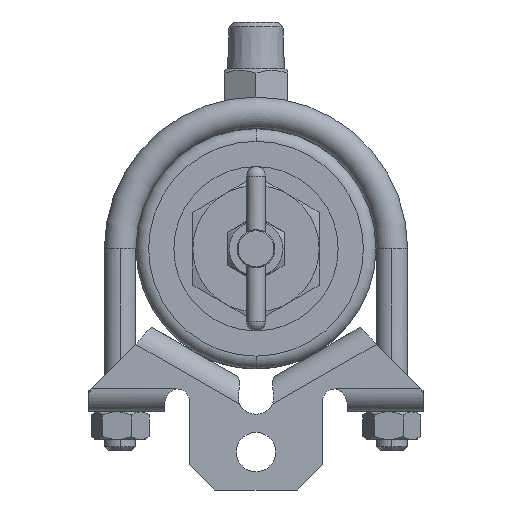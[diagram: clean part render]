
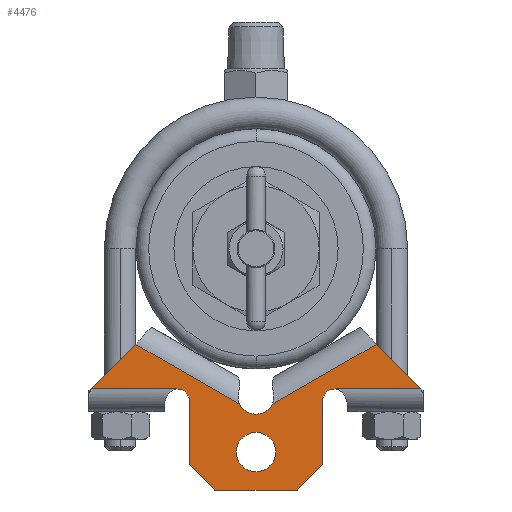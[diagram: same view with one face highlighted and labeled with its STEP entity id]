
A CAD part, front view. The second image highlights one B-rep face of the part: STEP entity #4476.
In plain terms, the highlighted planar face has unit normal (0, -1, 0).
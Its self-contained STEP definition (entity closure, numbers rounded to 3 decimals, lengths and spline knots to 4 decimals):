
#285 = EDGE_CURVE ( 'NONE', #19038, #50539, #20367, .T. ) ;
#1316 = EDGE_CURVE ( 'NONE', #8567, #1778, #5896, .T. ) ;
#1778 = VERTEX_POINT ( 'NONE', #27804 ) ;
#2117 = DIRECTION ( 'NONE',  ( 0., 1., 0. ) ) ;
#3019 = CARTESIAN_POINT ( 'NONE',  ( -0.4065, 0.6284, -2.3864 ) ) ;
#3453 = EDGE_CURVE ( 'NONE', #58729, #45589, #4943, .T. ) ;
#4277 = VERTEX_POINT ( 'NONE', #50514 ) ;
#4476 = ADVANCED_FACE ( 'NONE', ( #48191, #67774 ), #5544, .F. ) ;
#4718 = EDGE_CURVE ( 'NONE', #5669, #8567, #22758, .T. ) ;
#4943 = CIRCLE ( 'NONE', #7448, 0.125 ) ;
#5212 = VERTEX_POINT ( 'NONE', #68111 ) ;
#5531 = DIRECTION ( 'NONE',  ( 0., 0., -1. ) ) ;
#5544 = PLANE ( 'NONE',  #63912 ) ;
#5632 = CARTESIAN_POINT ( 'NONE',  ( -0.6565, 0.6284, -2.3864 ) ) ;
#5669 = VERTEX_POINT ( 'NONE', #37815 ) ;
#5896 = LINE ( 'NONE', #46392, #11830 ) ;
#5968 = VERTEX_POINT ( 'NONE', #64568 ) ;
#6091 = VECTOR ( 'NONE', #16565, 39.3701 ) ;
#6997 = EDGE_CURVE ( 'NONE', #13545, #36526, #11606, .T. ) ;
#7448 = AXIS2_PLACEMENT_3D ( 'NONE', #33769, #38043, #5531 ) ;
#7480 = DIRECTION ( 'NONE',  ( 0.707, 0., 0.707 ) ) ;
#7775 = CARTESIAN_POINT ( 'NONE',  ( 0.7815, 0.6284, -1.5114 ) ) ;
#7976 = CIRCLE ( 'NONE', #13694, 0.1875 ) ;
#8183 = CARTESIAN_POINT ( 'NONE',  ( -1.1875, 0.6284, -0.947 ) ) ;
#8567 = VERTEX_POINT ( 'NONE', #44625 ) ;
#9145 = CARTESIAN_POINT ( 'NONE',  ( -0.6565, 0.6284, -1.5114 ) ) ;
#9214 = ORIENTED_EDGE ( 'NONE', *, *, #33675, .F. ) ;
#11122 = VECTOR ( 'NONE', #60179, 39.3701 ) ;
#11137 = CARTESIAN_POINT ( 'NONE',  ( -1.1875, 0.6284, -0.947 ) ) ;
#11243 = CARTESIAN_POINT ( 'NONE',  ( 0., 0.6284, -1.4484 ) ) ;
#11606 = LINE ( 'NONE', #33037, #47273 ) ;
#11830 = VECTOR ( 'NONE', #18655, 39.3701 ) ;
#12951 = EDGE_CURVE ( 'NONE', #67586, #42040, #15389, .T. ) ;
#13094 = ORIENTED_EDGE ( 'NONE', *, *, #38718, .T. ) ;
#13545 = VERTEX_POINT ( 'NONE', #39204 ) ;
#13694 = AXIS2_PLACEMENT_3D ( 'NONE', #25162, #56738, #57429 ) ;
#13725 = LINE ( 'NONE', #8183, #60480 ) ;
#14259 = CARTESIAN_POINT ( 'NONE',  ( 0., 0.6284, -1.8164 ) ) ;
#14764 = ORIENTED_EDGE ( 'NONE', *, *, #285, .F. ) ;
#15389 = LINE ( 'NONE', #58213, #41725 ) ;
#16565 = DIRECTION ( 'NONE',  ( 0., 0., 1. ) ) ;
#17395 = DIRECTION ( 'NONE',  ( -1., 0., 0. ) ) ;
#17817 = VERTEX_POINT ( 'NONE', #53636 ) ;
#18655 = DIRECTION ( 'NONE',  ( 0.866, 0., 0.5 ) ) ;
#19038 = VERTEX_POINT ( 'NONE', #23676 ) ;
#19345 = CARTESIAN_POINT ( 'NONE',  ( 0., 0.6284, -2.0114 ) ) ;
#19839 = ORIENTED_EDGE ( 'NONE', *, *, #47542, .T. ) ;
#20367 = CIRCLE ( 'NONE', #67485, 0.125 ) ;
#20509 = DIRECTION ( 'NONE',  ( 0., 1., 0. ) ) ;
#21511 = DIRECTION ( 'NONE',  ( 0., 0., -1. ) ) ;
#22758 = CIRCLE ( 'NONE', #59366, 0.1875 ) ;
#23676 = CARTESIAN_POINT ( 'NONE',  ( 0.7815, 0.6284, -1.3864 ) ) ;
#24178 = CARTESIAN_POINT ( 'NONE',  ( 0., 0.6284, -1.3864 ) ) ;
#24839 = VERTEX_POINT ( 'NONE', #64070 ) ;
#25162 = CARTESIAN_POINT ( 'NONE',  ( 0., 0.6284, -1.4484 ) ) ;
#25688 = VECTOR ( 'NONE', #46005, 39.3701 ) ;
#25821 = EDGE_LOOP ( 'NONE', ( #35066, #13094, #53217, #55482, #9214, #14764, #69062, #41568, #43251, #59326, #54615, #36098, #62419, #34755, #60924 ) ) ;
#27166 = CIRCLE ( 'NONE', #59450, 0.195 ) ;
#27176 = DIRECTION ( 'NONE',  ( 0., 1., 0. ) ) ;
#27342 = EDGE_CURVE ( 'NONE', #4277, #45589, #68360, .T. ) ;
#27459 = LINE ( 'NONE', #46789, #41858 ) ;
#27492 = LINE ( 'NONE', #55866, #41077 ) ;
#27804 = CARTESIAN_POINT ( 'NONE',  ( 1.1875, 0.6284, -0.947 ) ) ;
#28493 = CARTESIAN_POINT ( 'NONE',  ( 0., 0.6284, -1.4484 ) ) ;
#28573 = EDGE_CURVE ( 'NONE', #30895, #5968, #60691, .T. ) ;
#28719 = DIRECTION ( 'NONE',  ( 0., -1., 0. ) ) ;
#30100 = DIRECTION ( 'NONE',  ( 0., 0., -1. ) ) ;
#30895 = VERTEX_POINT ( 'NONE', #14259 ) ;
#33037 = CARTESIAN_POINT ( 'NONE',  ( 0.6565, 0.6284, -2.3864 ) ) ;
#33675 = EDGE_CURVE ( 'NONE', #50539, #24839, #27459, .T. ) ;
#33769 = CARTESIAN_POINT ( 'NONE',  ( -0.7815, 0.6284, -1.5114 ) ) ;
#34409 = AXIS2_PLACEMENT_3D ( 'NONE', #50747, #2117, #56234 ) ;
#34755 = ORIENTED_EDGE ( 'NONE', *, *, #27342, .T. ) ;
#35066 = ORIENTED_EDGE ( 'NONE', *, *, #42474, .F. ) ;
#36098 = ORIENTED_EDGE ( 'NONE', *, *, #12951, .T. ) ;
#36526 = VERTEX_POINT ( 'NONE', #46156 ) ;
#37815 = CARTESIAN_POINT ( 'NONE',  ( 0., 0.6284, -1.6359 ) ) ;
#38043 = DIRECTION ( 'NONE',  ( 0., -1., 0. ) ) ;
#38718 = EDGE_CURVE ( 'NONE', #17817, #36526, #47743, .T. ) ;
#39204 = CARTESIAN_POINT ( 'NONE',  ( 0.4065, 0.6284, -2.3864 ) ) ;
#39626 = DIRECTION ( 'NONE',  ( 0., 0., -1. ) ) ;
#41070 = EDGE_LOOP ( 'NONE', ( #19839, #69011 ) ) ;
#41077 = VECTOR ( 'NONE', #51084, 39.3701 ) ;
#41568 = ORIENTED_EDGE ( 'NONE', *, *, #63805, .F. ) ;
#41725 = VECTOR ( 'NONE', #69392, 39.3701 ) ;
#41858 = VECTOR ( 'NONE', #63384, 39.3701 ) ;
#41924 = CARTESIAN_POINT ( 'NONE',  ( 1.1875, 0.6284, -0.947 ) ) ;
#42040 = VERTEX_POINT ( 'NONE', #11137 ) ;
#42474 = EDGE_CURVE ( 'NONE', #17817, #58729, #43486, .T. ) ;
#43088 = EDGE_CURVE ( 'NONE', #4277, #42040, #13725, .T. ) ;
#43251 = ORIENTED_EDGE ( 'NONE', *, *, #1316, .F. ) ;
#43486 = LINE ( 'NONE', #5632, #6091 ) ;
#43837 = EDGE_CURVE ( 'NONE', #5212, #19038, #62960, .T. ) ;
#44625 = CARTESIAN_POINT ( 'NONE',  ( 0.1651, 0.6284, -1.5373 ) ) ;
#45589 = VERTEX_POINT ( 'NONE', #51853 ) ;
#46005 = DIRECTION ( 'NONE',  ( 0.707, 0., -0.707 ) ) ;
#46156 = CARTESIAN_POINT ( 'NONE',  ( -0.4065, 0.6284, -2.3864 ) ) ;
#46392 = CARTESIAN_POINT ( 'NONE',  ( 0.0798, 0.6284, -1.5866 ) ) ;
#46789 = CARTESIAN_POINT ( 'NONE',  ( 0.6565, 0.6284, -2.3864 ) ) ;
#47273 = VECTOR ( 'NONE', #17395, 39.3701 ) ;
#47542 = EDGE_CURVE ( 'NONE', #5968, #30895, #27166, .T. ) ;
#47615 = DIRECTION ( 'NONE',  ( 0.707, 0., -0.707 ) ) ;
#47743 = LINE ( 'NONE', #3019, #25688 ) ;
#48191 = FACE_BOUND ( 'NONE', #41070, .T. ) ;
#50514 = CARTESIAN_POINT ( 'NONE',  ( -1.6269, 0.6284, -1.3864 ) ) ;
#50539 = VERTEX_POINT ( 'NONE', #51681 ) ;
#50747 = CARTESIAN_POINT ( 'NONE',  ( 0., 0.6284, -2.0114 ) ) ;
#51084 = DIRECTION ( 'NONE',  ( 0.707, 0., 0.707 ) ) ;
#51681 = CARTESIAN_POINT ( 'NONE',  ( 0.6565, 0.6284, -1.5114 ) ) ;
#51853 = CARTESIAN_POINT ( 'NONE',  ( -0.7815, 0.6284, -1.3864 ) ) ;
#53217 = ORIENTED_EDGE ( 'NONE', *, *, #6997, .F. ) ;
#53636 = CARTESIAN_POINT ( 'NONE',  ( -0.6565, 0.6284, -2.1364 ) ) ;
#54615 = ORIENTED_EDGE ( 'NONE', *, *, #58453, .F. ) ;
#55482 = ORIENTED_EDGE ( 'NONE', *, *, #59353, .T. ) ;
#55866 = CARTESIAN_POINT ( 'NONE',  ( 0.6565, 0.6284, -2.1364 ) ) ;
#56234 = DIRECTION ( 'NONE',  ( 0., 0., -1. ) ) ;
#56738 = DIRECTION ( 'NONE',  ( 0., -1., 0. ) ) ;
#57148 = DIRECTION ( 'NONE',  ( 0., -1., 0. ) ) ;
#57429 = DIRECTION ( 'NONE',  ( 0., 0., -1. ) ) ;
#58213 = CARTESIAN_POINT ( 'NONE',  ( -0.0798, 0.6284, -1.5866 ) ) ;
#58453 = EDGE_CURVE ( 'NONE', #67586, #5669, #7976, .T. ) ;
#58729 = VERTEX_POINT ( 'NONE', #9145 ) ;
#59213 = CARTESIAN_POINT ( 'NONE',  ( -0.1651, 0.6284, -1.5373 ) ) ;
#59326 = ORIENTED_EDGE ( 'NONE', *, *, #4718, .F. ) ;
#59353 = EDGE_CURVE ( 'NONE', #13545, #24839, #27492, .T. ) ;
#59366 = AXIS2_PLACEMENT_3D ( 'NONE', #28493, #28719, #39626 ) ;
#59450 = AXIS2_PLACEMENT_3D ( 'NONE', #19345, #20509, #68915 ) ;
#60179 = DIRECTION ( 'NONE',  ( -1., 0., 0. ) ) ;
#60480 = VECTOR ( 'NONE', #7480, 39.3701 ) ;
#60691 = CIRCLE ( 'NONE', #34409, 0.195 ) ;
#60924 = ORIENTED_EDGE ( 'NONE', *, *, #3453, .F. ) ;
#62419 = ORIENTED_EDGE ( 'NONE', *, *, #43088, .F. ) ;
#62603 = DIRECTION ( 'NONE',  ( 1., 0., 0. ) ) ;
#62960 = LINE ( 'NONE', #64895, #11122 ) ;
#63384 = DIRECTION ( 'NONE',  ( 0., 0., -1. ) ) ;
#63805 = EDGE_CURVE ( 'NONE', #1778, #5212, #65418, .T. ) ;
#63912 = AXIS2_PLACEMENT_3D ( 'NONE', #11243, #27176, #21511 ) ;
#64070 = CARTESIAN_POINT ( 'NONE',  ( 0.6565, 0.6284, -2.1364 ) ) ;
#64568 = CARTESIAN_POINT ( 'NONE',  ( 0., 0.6284, -2.2064 ) ) ;
#64895 = CARTESIAN_POINT ( 'NONE',  ( 0., 0.6284, -1.3864 ) ) ;
#64937 = VECTOR ( 'NONE', #62603, 39.3701 ) ;
#65418 = LINE ( 'NONE', #41924, #67149 ) ;
#67149 = VECTOR ( 'NONE', #47615, 39.3701 ) ;
#67485 = AXIS2_PLACEMENT_3D ( 'NONE', #7775, #57148, #30100 ) ;
#67586 = VERTEX_POINT ( 'NONE', #59213 ) ;
#67774 = FACE_OUTER_BOUND ( 'NONE', #25821, .T. ) ;
#68111 = CARTESIAN_POINT ( 'NONE',  ( 1.6269, 0.6284, -1.3864 ) ) ;
#68360 = LINE ( 'NONE', #24178, #64937 ) ;
#68915 = DIRECTION ( 'NONE',  ( 0., 0., -1. ) ) ;
#69011 = ORIENTED_EDGE ( 'NONE', *, *, #28573, .T. ) ;
#69062 = ORIENTED_EDGE ( 'NONE', *, *, #43837, .F. ) ;
#69392 = DIRECTION ( 'NONE',  ( -0.866, 0., 0.5 ) ) ;
